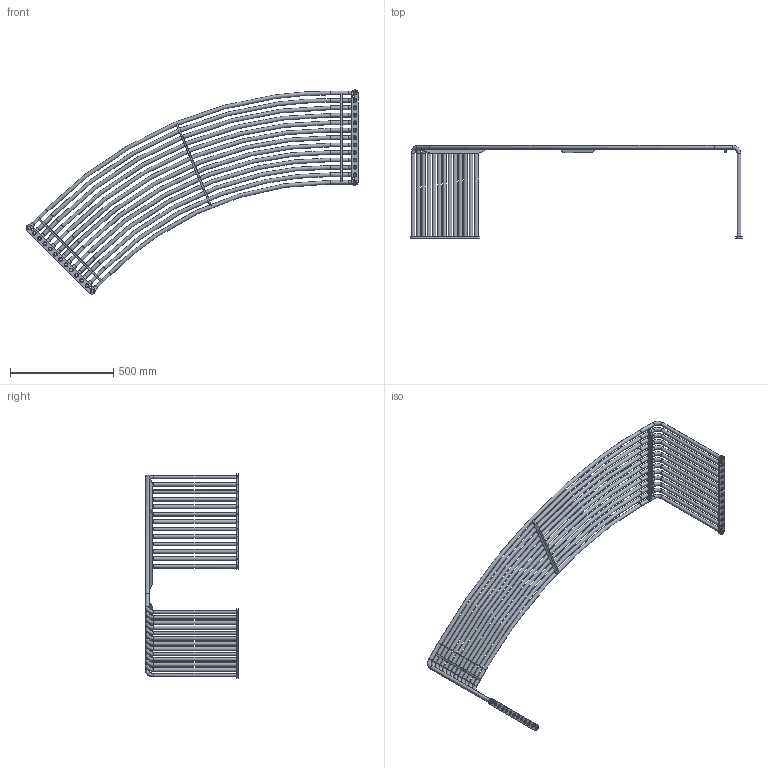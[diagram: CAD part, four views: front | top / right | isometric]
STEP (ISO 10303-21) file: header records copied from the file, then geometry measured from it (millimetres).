
FILE_DESCRIPTION(('STEP AP203'),'1');
FILE_NAME('015 panchina piana conc-conv.step','2017-06-22T09:40:29',(' '),(' '),'Spatial InterOp 3D',' ',' ');
FILE_SCHEMA(('CONFIG_CONTROL_DESIGN'));
Length unit declared in the file: millimetre
Products named in the file (19): 1; 2; 3; 4; 5; 6; 7; 8; 9; 10; 11; 12; 13; 14; 15; 16; 17; 18; 19
Bounding box: 1607.29 x 450 x 988.77 mm (x, y, z)
Volume: 3576024.6 mm3; surface area: 3342301.4 mm2
Topology: 18 solids, 18 shells, 428 faces, 1027 edges, 636 vertices
Faces by surface type: cylinder 265, plane 79, torus 74, extrusion 6, bspline 4
Full cylindrical faces by diameter (mm): 6 x6, 10.5 x4, 14 x52, 18 x52, 18.4 x26
Entity records: 14008 total; most frequent: CARTESIAN_POINT 3610, DIRECTION 2173, ORIENTED_EDGE 1604, AXIS2_PLACEMENT_3D 959, EDGE_CURVE 802, EDGE_LOOP 744, FACE_OUTER_BOUND 646, VERTEX_POINT 628
